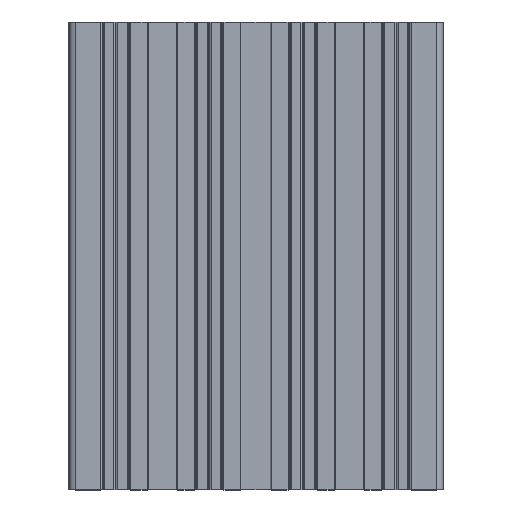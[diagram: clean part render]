
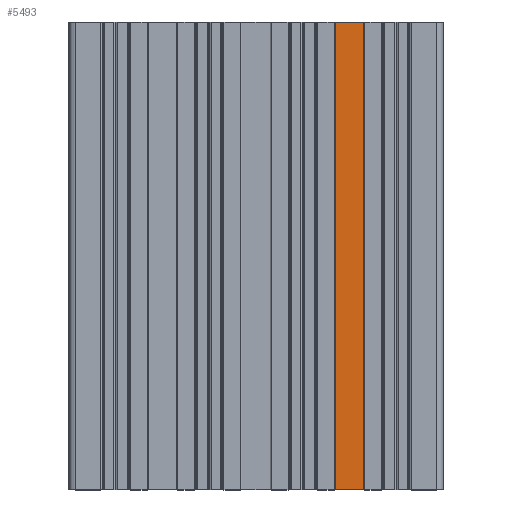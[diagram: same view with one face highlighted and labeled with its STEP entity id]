
A CAD part, top view. The second image highlights one B-rep face of the part: STEP entity #5493.
In plain terms, the highlighted planar face has unit normal (0, 0, 1).
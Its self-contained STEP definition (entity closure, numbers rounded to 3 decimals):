
#409 = LINE ( 'NONE', #25526, #21027 ) ;
#517 = ORIENTED_EDGE ( 'NONE', *, *, #3953, .T. ) ;
#875 = DIRECTION ( 'NONE',  ( 1., 0., 0. ) ) ;
#1110 = LINE ( 'NONE', #9744, #12716 ) ;
#1426 = DIRECTION ( 'NONE',  ( 1., 0., 0. ) ) ;
#1638 = DIRECTION ( 'NONE',  ( 1., 0., 0. ) ) ;
#1919 = ORIENTED_EDGE ( 'NONE', *, *, #32047, .T. ) ;
#2414 = CARTESIAN_POINT ( 'NONE',  ( 46., 200., 39. ) ) ;
#2559 = ORIENTED_EDGE ( 'NONE', *, *, #15238, .F. ) ;
#3262 = LINE ( 'NONE', #6285, #8465 ) ;
#3953 = EDGE_CURVE ( 'NONE', #28993, #26630, #23437, .T. ) ;
#4956 = CARTESIAN_POINT ( 'NONE',  ( 34., 200., 39. ) ) ;
#5493 = ADVANCED_FACE ( 'NONE', ( #11979 ), #18528, .T. ) ;
#6285 = CARTESIAN_POINT ( 'NONE',  ( 0., 200., 39. ) ) ;
#8465 = VECTOR ( 'NONE', #875, 1000. ) ;
#8589 = CARTESIAN_POINT ( 'NONE',  ( 34., 0., 39. ) ) ;
#8875 = ORIENTED_EDGE ( 'NONE', *, *, #30330, .T. ) ;
#9744 = CARTESIAN_POINT ( 'NONE',  ( 34., 0., 39. ) ) ;
#11979 = FACE_OUTER_BOUND ( 'NONE', #25965, .T. ) ;
#12716 = VECTOR ( 'NONE', #1426, 1000. ) ;
#15238 = EDGE_CURVE ( 'NONE', #35214, #26630, #3262, .T. ) ;
#15305 = CARTESIAN_POINT ( 'NONE',  ( 34., 0., 39. ) ) ;
#17687 = AXIS2_PLACEMENT_3D ( 'NONE', #15305, #32202, #1638 ) ;
#18528 = PLANE ( 'NONE',  #17687 ) ;
#18664 = DIRECTION ( 'NONE',  ( 0., 1., 0. ) ) ;
#19827 = CARTESIAN_POINT ( 'NONE',  ( 46., 0., 39. ) ) ;
#20820 = VECTOR ( 'NONE', #18664, 1000. ) ;
#21027 = VECTOR ( 'NONE', #31085, 1000. ) ;
#23437 = LINE ( 'NONE', #24216, #20820 ) ;
#23592 = VERTEX_POINT ( 'NONE', #8589 ) ;
#24216 = CARTESIAN_POINT ( 'NONE',  ( 46., 0., 39. ) ) ;
#25526 = CARTESIAN_POINT ( 'NONE',  ( 34., 0., 39. ) ) ;
#25965 = EDGE_LOOP ( 'NONE', ( #1919, #517, #2559, #8875 ) ) ;
#26630 = VERTEX_POINT ( 'NONE', #2414 ) ;
#28993 = VERTEX_POINT ( 'NONE', #19827 ) ;
#30330 = EDGE_CURVE ( 'NONE', #35214, #23592, #409, .T. ) ;
#31085 = DIRECTION ( 'NONE',  ( 0., -1., 0. ) ) ;
#32047 = EDGE_CURVE ( 'NONE', #23592, #28993, #1110, .T. ) ;
#32202 = DIRECTION ( 'NONE',  ( 0., 0., 1. ) ) ;
#35214 = VERTEX_POINT ( 'NONE', #4956 ) ;
